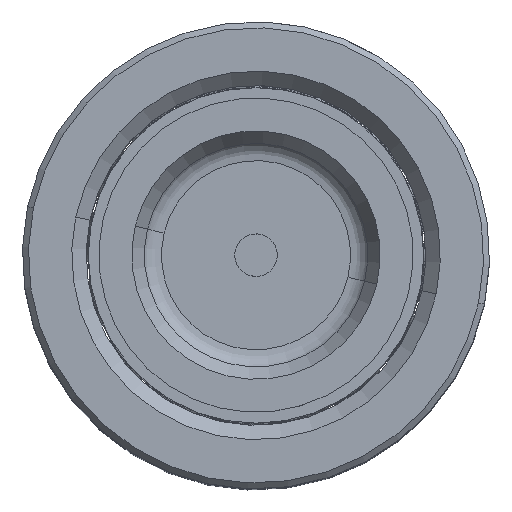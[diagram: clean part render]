
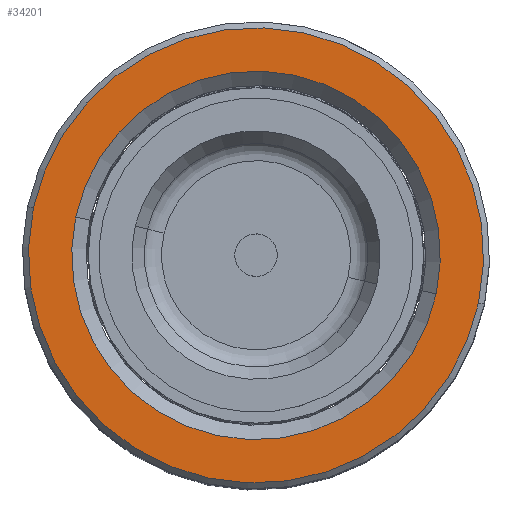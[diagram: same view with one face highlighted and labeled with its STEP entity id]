
A CAD part, top view. The second image highlights one B-rep face of the part: STEP entity #34201.
In plain terms, the highlighted planar face has unit normal (0, 0, 1).
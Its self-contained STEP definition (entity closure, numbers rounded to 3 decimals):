
#448 = CARTESIAN_POINT ( 'NONE',  ( 0., 0., 80. ) ) ;
#727 = PLANE ( 'NONE',  #44142 ) ;
#886 = CARTESIAN_POINT ( 'NONE',  ( 0., 0., 80. ) ) ;
#2517 = VERTEX_POINT ( 'NONE', #8362 ) ;
#2562 = CARTESIAN_POINT ( 'NONE',  ( 26.8, 0., 80. ) ) ;
#2970 = CARTESIAN_POINT ( 'NONE',  ( 0., 0., 80. ) ) ;
#3994 = AXIS2_PLACEMENT_3D ( 'NONE', #448, #28971, #32508 ) ;
#4015 = DIRECTION ( 'NONE',  ( 0., 0., 1. ) ) ;
#5055 = ORIENTED_EDGE ( 'NONE', *, *, #14967, .T. ) ;
#5519 = ORIENTED_EDGE ( 'NONE', *, *, #10038, .T. ) ;
#8362 = CARTESIAN_POINT ( 'NONE',  ( -26.8, 0., 80. ) ) ;
#10038 = EDGE_CURVE ( 'NONE', #45227, #2517, #36384, .T. ) ;
#10338 = DIRECTION ( 'NONE',  ( 0., 0., -1. ) ) ;
#10911 = DIRECTION ( 'NONE',  ( 0., 0., 1. ) ) ;
#11034 = DIRECTION ( 'NONE',  ( 1., 0., 0. ) ) ;
#11435 = ORIENTED_EDGE ( 'NONE', *, *, #38522, .T. ) ;
#12491 = AXIS2_PLACEMENT_3D ( 'NONE', #17518, #10338, #17056 ) ;
#12773 = AXIS2_PLACEMENT_3D ( 'NONE', #2970, #37966, #13100 ) ;
#13100 = DIRECTION ( 'NONE',  ( 1., 0., 0. ) ) ;
#13139 = CARTESIAN_POINT ( 'NONE',  ( -21.7, 0., 80. ) ) ;
#13676 = EDGE_LOOP ( 'NONE', ( #27239, #5519 ) ) ;
#14967 = EDGE_CURVE ( 'NONE', #20674, #45853, #25441, .T. ) ;
#16916 = CIRCLE ( 'NONE', #3994, 21.7 ) ;
#17056 = DIRECTION ( 'NONE',  ( 1., 0., 0. ) ) ;
#17518 = CARTESIAN_POINT ( 'NONE',  ( 0., 0., 80. ) ) ;
#20674 = VERTEX_POINT ( 'NONE', #13139 ) ;
#21551 = EDGE_LOOP ( 'NONE', ( #11435, #5055 ) ) ;
#25441 = CIRCLE ( 'NONE', #12491, 21.7 ) ;
#27239 = ORIENTED_EDGE ( 'NONE', *, *, #32811, .T. ) ;
#27752 = FACE_BOUND ( 'NONE', #21551, .T. ) ;
#28249 = CARTESIAN_POINT ( 'NONE',  ( 21.7, 0., 80. ) ) ;
#28971 = DIRECTION ( 'NONE',  ( 0., 0., -1. ) ) ;
#31738 = CARTESIAN_POINT ( 'NONE',  ( 0., 0., 80. ) ) ;
#32508 = DIRECTION ( 'NONE',  ( 1., 0., 0. ) ) ;
#32811 = EDGE_CURVE ( 'NONE', #2517, #45227, #42256, .T. ) ;
#34201 = ADVANCED_FACE ( 'NONE', ( #37167, #27752 ), #727, .T. ) ;
#36384 = CIRCLE ( 'NONE', #39527, 26.8 ) ;
#37167 = FACE_OUTER_BOUND ( 'NONE', #13676, .T. ) ;
#37966 = DIRECTION ( 'NONE',  ( 0., 0., 1. ) ) ;
#38522 = EDGE_CURVE ( 'NONE', #45853, #20674, #16916, .T. ) ;
#39052 = DIRECTION ( 'NONE',  ( 1., 0., 0. ) ) ;
#39527 = AXIS2_PLACEMENT_3D ( 'NONE', #31738, #10911, #39052 ) ;
#42256 = CIRCLE ( 'NONE', #12773, 26.8 ) ;
#44142 = AXIS2_PLACEMENT_3D ( 'NONE', #886, #4015, #11034 ) ;
#45227 = VERTEX_POINT ( 'NONE', #2562 ) ;
#45853 = VERTEX_POINT ( 'NONE', #28249 ) ;
